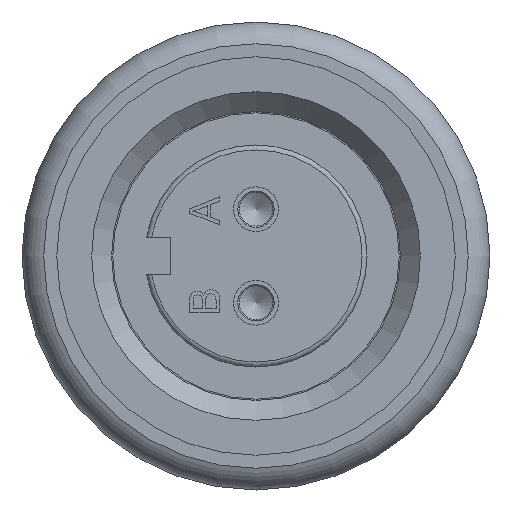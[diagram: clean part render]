
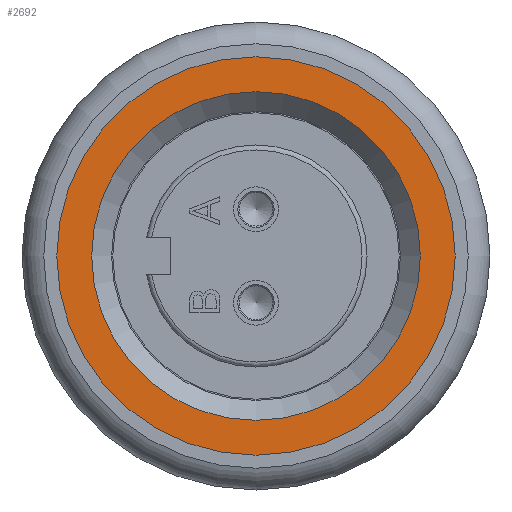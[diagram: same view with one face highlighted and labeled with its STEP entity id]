
A CAD part, left-side view. The second image highlights one B-rep face of the part: STEP entity #2692.
In plain terms, the highlighted planar face has unit normal (-1, 0, 0).
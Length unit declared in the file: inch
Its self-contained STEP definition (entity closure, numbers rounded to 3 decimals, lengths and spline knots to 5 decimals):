
#277=PLANE('',#2929);
#374=FACE_BOUND('',#809,.T.);
#572=FACE_OUTER_BOUND('',#808,.T.);
#808=EDGE_LOOP('',(#2055));
#809=EDGE_LOOP('',(#2056));
#1116=CIRCLE('',#2920,0.4);
#1119=CIRCLE('',#2926,0.33);
#1358=VERTEX_POINT('',#4544);
#1361=VERTEX_POINT('',#4553);
#1637=EDGE_CURVE('',#1358,#1358,#1116,.T.);
#1640=EDGE_CURVE('',#1361,#1361,#1119,.T.);
#2055=ORIENTED_EDGE('',*,*,#1637,.F.);
#2056=ORIENTED_EDGE('',*,*,#1640,.F.);
#2692=ADVANCED_FACE('',(#572,#374),#277,.F.);
#2920=AXIS2_PLACEMENT_3D('',#4545,#3449,#3450);
#2926=AXIS2_PLACEMENT_3D('',#4554,#3461,#3462);
#2929=AXIS2_PLACEMENT_3D('',#4558,#3467,#3468);
#3449=DIRECTION('center_axis',(1.,0.,0.));
#3450=DIRECTION('ref_axis',(0.,1.,0.));
#3461=DIRECTION('center_axis',(-1.,0.,0.));
#3462=DIRECTION('ref_axis',(0.,1.,0.));
#3467=DIRECTION('center_axis',(1.,0.,0.));
#3468=DIRECTION('ref_axis',(0.,1.,0.));
#4544=CARTESIAN_POINT('',(-0.112,-0.4,0.));
#4545=CARTESIAN_POINT('Origin',(-0.112,0.,
0.));
#4553=CARTESIAN_POINT('',(-0.112,-0.33,0.));
#4554=CARTESIAN_POINT('Origin',(-0.112,0.,
0.));
#4558=CARTESIAN_POINT('Origin',(-0.112,0.,
0.));
